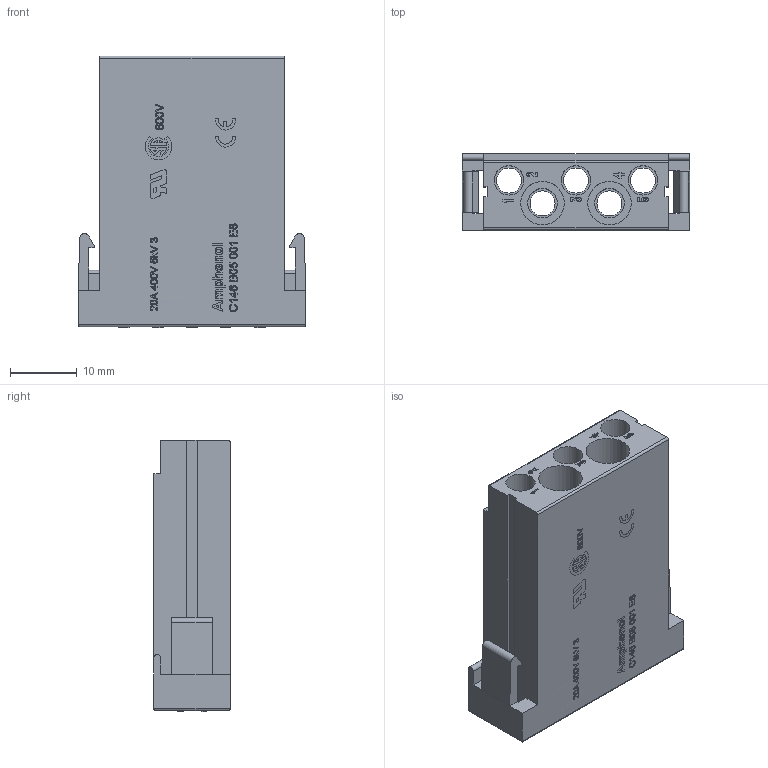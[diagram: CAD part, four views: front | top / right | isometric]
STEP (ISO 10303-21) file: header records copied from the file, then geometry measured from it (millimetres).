
FILE_DESCRIPTION(/* description */ (''),/* implementation_level */ '2;1');
FILE_NAME(/* name */ 'c146 b05 001 e8nxc001-02.stp',/* time_stamp */ '2021-04-13T14:58:36+02:00',/* author */ (''),/* organization */ (''),/* preprocessor_version */ 'ST-DEVELOPER v16.7',/* originating_system */ 'SIEMENS PLM Software NX 12.0',/* authorisation */ '');
FILE_SCHEMA (('AUTOMOTIVE_DESIGN { 1 0 10303 214 3 1 1 1 }'));
Length unit declared in the file: millimetre
Products named in the file (6): c146 b05 000 e8nxm001-08_35665ID; CSA-Logo_04-01_35669ID; CE-ZEICHEN_3-01_35671ID; UL-Logo_2.5-01_35667ID; c146 b05 001 e8nxm001-06_SOLID; c146 b05 001 e8nxc001-02
Assembly tree (5 placements, depth 3):
  c146 b05 001 e8nxc001-02
    c146 b05 001 e8nxm001-06_SOLID
      UL-Logo_2.5-01_35667ID
      CE-ZEICHEN_3-01_35671ID
      CSA-Logo_04-01_35669ID
      c146 b05 000 e8nxm001-08_35665ID
Bounding box: 34 x 11.4 x 40.6 mm (x, y, z)
Volume: 9355.9 mm3; surface area: 7383.7 mm2
Topology: 1 solids, 1 shells, 264 faces, 848 edges, 673 vertices
Faces by surface type: plane 223, cylinder 27, extrusion 14
Full cylindrical faces by diameter (mm): 3.73 x5, 4.4 x5, 5 x5, 6.5 x2
Entity records: 11674 total; most frequent: CARTESIAN_POINT 3071, ORIENTED_EDGE 1646, DIRECTION 1096, EDGE_CURVE 823, VERTEX_POINT 665, VECTOR 436, LINE 422, EDGE_LOOP 382
